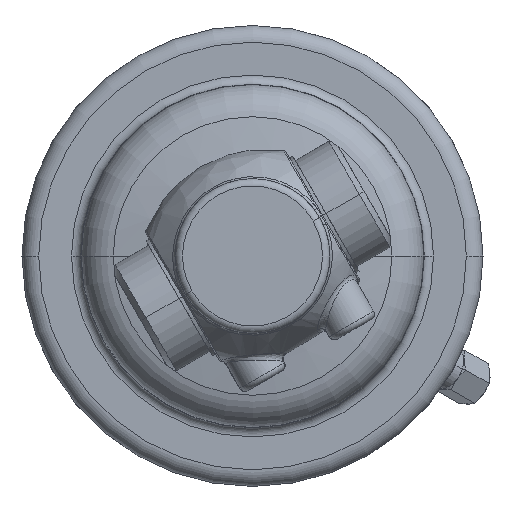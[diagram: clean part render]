
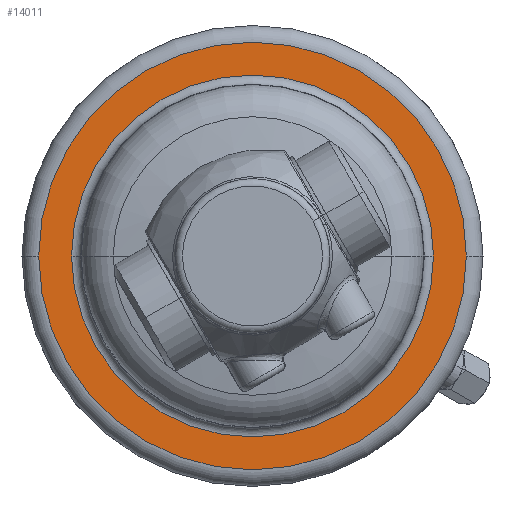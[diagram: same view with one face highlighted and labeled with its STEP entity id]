
A CAD part, left-side view. The second image highlights one B-rep face of the part: STEP entity #14011.
In plain terms, the highlighted planar face has unit normal (-1, 0, 0).
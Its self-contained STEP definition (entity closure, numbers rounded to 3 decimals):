
#181=CARTESIAN_POINT('',(-2.5,0.,0.));
#182=DIRECTION('',(1.,0.,0.));
#183=DIRECTION('',(0.,1.,0.));
#184=AXIS2_PLACEMENT_3D('',#181,#182,#183);
#186=CARTESIAN_POINT('',(-2.5,0.,0.));
#187=DIRECTION('',(-1.,0.,0.));
#188=DIRECTION('',(0.,1.,0.));
#189=AXIS2_PLACEMENT_3D('',#186,#187,#188);
#201=CARTESIAN_POINT('',(-2.5,0.,0.));
#202=DIRECTION('',(-1.,0.,0.));
#203=DIRECTION('',(0.,1.,0.));
#204=AXIS2_PLACEMENT_3D('',#201,#202,#203);
#206=CARTESIAN_POINT('',(-2.5,0.,0.));
#207=DIRECTION('',(1.,0.,0.));
#208=DIRECTION('',(0.,1.,0.));
#209=AXIS2_PLACEMENT_3D('',#206,#207,#208);
#12468=CARTESIAN_POINT('',(-2.5,58.05,0.));
#12470=VERTEX_POINT('',#12468);
#12471=CARTESIAN_POINT('',(-2.5,49.137,0.));
#12473=VERTEX_POINT('',#12471);
#12500=CARTESIAN_POINT('',(-2.5,-58.05,0.));
#12502=VERTEX_POINT('',#12500);
#12503=CARTESIAN_POINT('',(-2.5,-49.137,0.));
#12505=VERTEX_POINT('',#12503);
#13996=CARTESIAN_POINT('',(-2.5,0.,0.));
#13997=DIRECTION('',(1.,0.,0.));
#13998=DIRECTION('',(0.,-1.,0.));
#13999=AXIS2_PLACEMENT_3D('',#13996,#13997,#13998);
#14000=PLANE('',#13999);
#14001=ORIENTED_EDGE('',*,*,#13978,.T.);
#14002=ORIENTED_EDGE('',*,*,#13989,.F.);
#14003=EDGE_LOOP('',(#14001,#14002));
#14004=FACE_OUTER_BOUND('',#14003,.F.);
#14006=ORIENTED_EDGE('',*,*,#14005,.T.);
#14008=ORIENTED_EDGE('',*,*,#14007,.F.);
#14009=EDGE_LOOP('',(#14006,#14008));
#14010=FACE_BOUND('',#14009,.F.);
#14011=ADVANCED_FACE('',(#14004,#14010),#14000,.F.);
#185=CIRCLE('',#184,58.05);
#190=CIRCLE('',#189,58.05);
#205=CIRCLE('',#204,49.137);
#210=CIRCLE('',#209,49.137);
#13978=EDGE_CURVE('',#12470,#12502,#185,.T.);
#13989=EDGE_CURVE('',#12470,#12502,#190,.T.);
#14005=EDGE_CURVE('',#12473,#12505,#205,.T.);
#14007=EDGE_CURVE('',#12473,#12505,#210,.T.);
